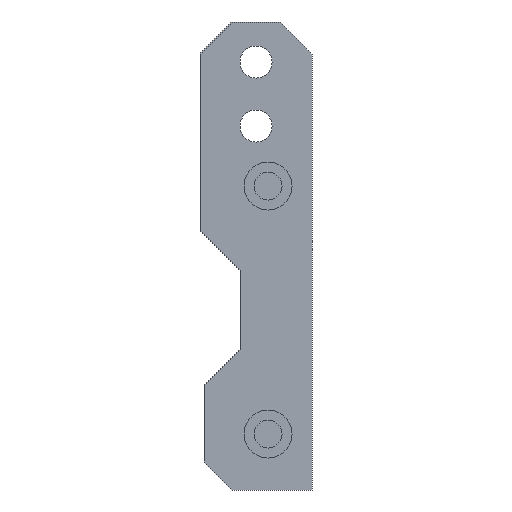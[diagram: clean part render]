
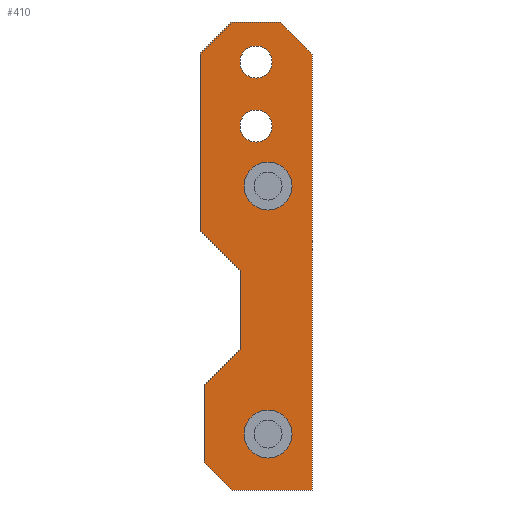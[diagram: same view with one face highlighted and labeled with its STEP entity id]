
A CAD part, front view. The second image highlights one B-rep face of the part: STEP entity #410.
In plain terms, the highlighted planar face has unit normal (0, -1, 0).
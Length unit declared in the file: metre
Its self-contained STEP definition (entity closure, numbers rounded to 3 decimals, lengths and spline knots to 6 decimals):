
#14=LINE('',#617,#47);
#16=LINE('',#621,#49);
#19=LINE('',#627,#52);
#22=LINE('',#633,#55);
#25=LINE('',#639,#58);
#28=LINE('',#645,#61);
#31=LINE('',#651,#64);
#34=LINE('',#657,#67);
#39=LINE('',#678,#72);
#43=LINE('',#693,#76);
#44=LINE('',#694,#77);
#47=VECTOR('',#497,1.);
#49=VECTOR('',#501,1.);
#52=VECTOR('',#506,1.);
#55=VECTOR('',#511,1.);
#58=VECTOR('',#516,1.);
#61=VECTOR('',#521,1.);
#64=VECTOR('',#526,1.);
#67=VECTOR('',#531,1.);
#72=VECTOR('',#550,1.);
#76=VECTOR('',#566,1.);
#77=VECTOR('',#567,1.);
#88=PLANE('',#460);
#156=ORIENTED_EDGE('',*,*,#236,.T.);
#157=ORIENTED_EDGE('',*,*,#237,.T.);
#158=ORIENTED_EDGE('',*,*,#230,.T.);
#159=ORIENTED_EDGE('',*,*,#238,.T.);
#160=ORIENTED_EDGE('',*,*,#221,.F.);
#161=ORIENTED_EDGE('',*,*,#218,.T.);
#162=ORIENTED_EDGE('',*,*,#215,.T.);
#163=ORIENTED_EDGE('',*,*,#212,.T.);
#164=ORIENTED_EDGE('',*,*,#209,.T.);
#165=ORIENTED_EDGE('',*,*,#206,.T.);
#166=ORIENTED_EDGE('',*,*,#203,.F.);
#167=ORIENTED_EDGE('',*,*,#201,.T.);
#168=ORIENTED_EDGE('',*,*,#239,.T.);
#169=ORIENTED_EDGE('',*,*,#227,.T.);
#170=ORIENTED_EDGE('',*,*,#225,.T.);
#201=EDGE_CURVE('',#251,#250,#14,.T.);
#203=EDGE_CURVE('',#251,#252,#16,.T.);
#206=EDGE_CURVE('',#254,#252,#19,.T.);
#209=EDGE_CURVE('',#256,#254,#22,.T.);
#212=EDGE_CURVE('',#258,#256,#25,.T.);
#215=EDGE_CURVE('',#260,#258,#28,.T.);
#218=EDGE_CURVE('',#262,#260,#31,.T.);
#221=EDGE_CURVE('',#262,#264,#34,.T.);
#225=EDGE_CURVE('',#267,#267,#287,.T.);
#227=EDGE_CURVE('',#269,#269,#289,.T.);
#230=EDGE_CURVE('',#273,#272,#39,.T.);
#236=EDGE_CURVE('',#276,#276,#292,.T.);
#237=EDGE_CURVE('',#277,#277,#293,.T.);
#238=EDGE_CURVE('',#272,#264,#43,.T.);
#239=EDGE_CURVE('',#250,#273,#44,.F.);
#250=VERTEX_POINT('',#616);
#251=VERTEX_POINT('',#618);
#252=VERTEX_POINT('',#622);
#254=VERTEX_POINT('',#628);
#256=VERTEX_POINT('',#634);
#258=VERTEX_POINT('',#640);
#260=VERTEX_POINT('',#646);
#262=VERTEX_POINT('',#652);
#264=VERTEX_POINT('',#658);
#267=VERTEX_POINT('',#666);
#269=VERTEX_POINT('',#671);
#272=VERTEX_POINT('',#677);
#273=VERTEX_POINT('',#679);
#276=VERTEX_POINT('',#690);
#277=VERTEX_POINT('',#692);
#287=CIRCLE('',#452,0.002);
#289=CIRCLE('',#455,0.002);
#292=CIRCLE('',#461,0.003);
#293=CIRCLE('',#462,0.003);
#320=EDGE_LOOP('',(#156));
#321=EDGE_LOOP('',(#157));
#322=EDGE_LOOP('',(#158,#159,#160,#161,#162,#163,#164,#165,#166,#167,#168));
#323=EDGE_LOOP('',(#169));
#324=EDGE_LOOP('',(#170));
#365=FACE_BOUND('',#320,.T.);
#366=FACE_BOUND('',#321,.T.);
#367=FACE_BOUND('',#322,.T.);
#368=FACE_BOUND('',#323,.T.);
#369=FACE_BOUND('',#324,.T.);
#410=ADVANCED_FACE('',(#365,#366,#367,#368,#369),#88,.F.);
#452=AXIS2_PLACEMENT_3D('',#665,#538,#539);
#455=AXIS2_PLACEMENT_3D('',#670,#544,#545);
#460=AXIS2_PLACEMENT_3D('',#688,#560,#561);
#461=AXIS2_PLACEMENT_3D('',#689,#562,#563);
#462=AXIS2_PLACEMENT_3D('',#691,#564,#565);
#497=DIRECTION('',(0.,0.,1.));
#501=DIRECTION('',(-1.,0.,0.));
#506=DIRECTION('',(0.707,0.,-0.707));
#511=DIRECTION('',(0.,0.,-1.));
#516=DIRECTION('',(-0.707,0.,-0.707));
#521=DIRECTION('',(0.,0.,-1.));
#526=DIRECTION('',(0.707,0.,-0.707));
#531=DIRECTION('',(0.,0.,1.));
#538=DIRECTION('',(0.,1.,0.));
#539=DIRECTION('',(0.,0.,1.));
#544=DIRECTION('',(0.,1.,0.));
#545=DIRECTION('',(0.,0.,1.));
#550=DIRECTION('',(-1.,0.,0.));
#560=DIRECTION('',(0.,1.,0.));
#561=DIRECTION('',(-1.,0.,0.));
#562=DIRECTION('',(0.,1.,0.));
#563=DIRECTION('',(0.,0.,1.));
#564=DIRECTION('',(0.,1.,0.));
#565=DIRECTION('',(0.,0.,1.));
#566=DIRECTION('',(-0.707,0.,-0.707));
#567=DIRECTION('',(0.707,0.,-0.707));
#616=CARTESIAN_POINT('',(-0.041,0.,0.004));
#617=CARTESIAN_POINT('',(-0.041,0.,-0.02125));
#618=CARTESIAN_POINT('',(-0.041,0.,-0.0505));
#621=CARTESIAN_POINT('',(-0.046,0.,-0.0505));
#622=CARTESIAN_POINT('',(-0.051,0.,-0.0505));
#627=CARTESIAN_POINT('',(-0.0545,0.,-0.047));
#628=CARTESIAN_POINT('',(-0.0545,0.,-0.047));
#633=CARTESIAN_POINT('',(-0.0545,0.,-0.046735));
#634=CARTESIAN_POINT('',(-0.0545,0.,-0.037471));
#639=CARTESIAN_POINT('',(-0.05225,0.,-0.035221));
#640=CARTESIAN_POINT('',(-0.05,0.,-0.032971));
#645=CARTESIAN_POINT('',(-0.05,0.,-0.028));
#646=CARTESIAN_POINT('',(-0.05,0.,-0.023029));
#651=CARTESIAN_POINT('',(-0.053515,0.,-0.019515));
#652=CARTESIAN_POINT('',(-0.055,0.,-0.018029));
#657=CARTESIAN_POINT('',(-0.055,0.,-0.005015));
#658=CARTESIAN_POINT('',(-0.055,0.,0.004));
#665=CARTESIAN_POINT('',(-0.048,0.,-0.005));
#666=CARTESIAN_POINT('',(-0.048,0.,-0.003));
#670=CARTESIAN_POINT('',(-0.048,0.,0.003));
#671=CARTESIAN_POINT('',(-0.048,0.,0.005));
#677=CARTESIAN_POINT('',(-0.051,0.,0.008));
#678=CARTESIAN_POINT('',(-0.048,0.,0.008));
#679=CARTESIAN_POINT('',(-0.045,0.,0.008));
#688=CARTESIAN_POINT('',(-0.04275,0.,-0.024));
#689=CARTESIAN_POINT('',(-0.0465,0.,-0.0125));
#690=CARTESIAN_POINT('',(-0.0465,0.,-0.0095));
#691=CARTESIAN_POINT('',(-0.0465,0.,-0.0435));
#692=CARTESIAN_POINT('',(-0.0465,0.,-0.0405));
#693=CARTESIAN_POINT('',(-0.051,0.,0.008));
#694=CARTESIAN_POINT('',(-0.041,0.,0.004));
